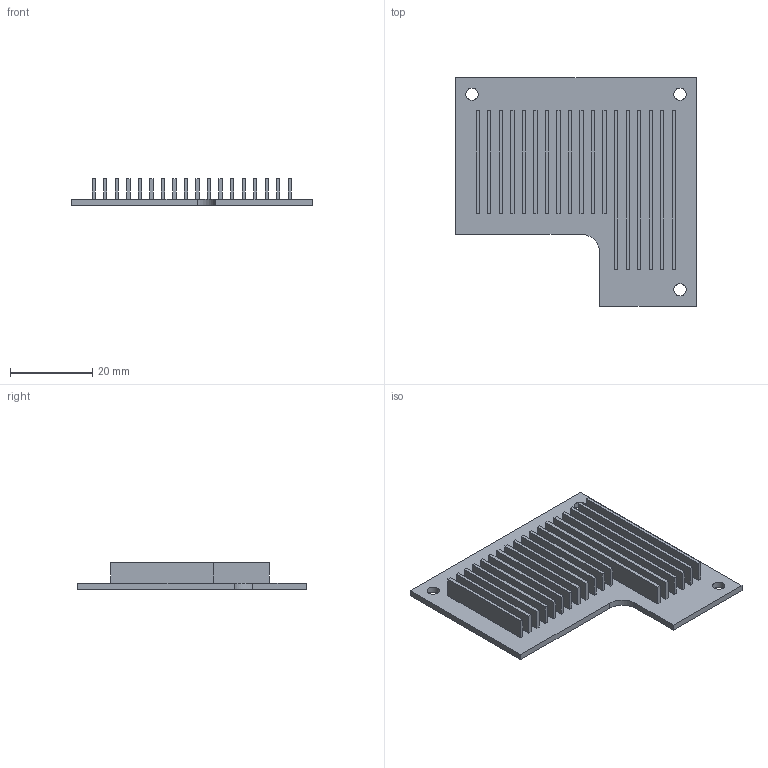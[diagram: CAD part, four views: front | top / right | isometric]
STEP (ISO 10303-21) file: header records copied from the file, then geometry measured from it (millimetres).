
FILE_DESCRIPTION( ( 'STEP AP203' ), '1' );
FILE_NAME( ' ', ' ', ( ' ' ), ( ' ' ), 'PSStep 10.0', ' ', ' ' );
FILE_SCHEMA( ( 'CONFIG_CONTROL_DESIGN' ) );
Length unit declared in the file: millimetre
Products named in the file (1): 1
Bounding box: 58.5 x 55.5 x 6.5 mm (x, y, z)
Volume: 6050.1 mm3; surface area: 11070.3 mm2
Topology: 1 solids, 1 shells, 102 faces, 249 edges, 167 vertices
Faces by surface type: plane 98, cylinder 4
Full cylindrical faces by diameter (mm): 3 x3
Entity records: 2959 total; most frequent: CARTESIAN_POINT 510, ORIENTED_EDGE 486, DIRECTION 457, EDGE_CURVE 243, LINE 235, VECTOR 235, VERTEX_POINT 164, EDGE_LOOP 129
